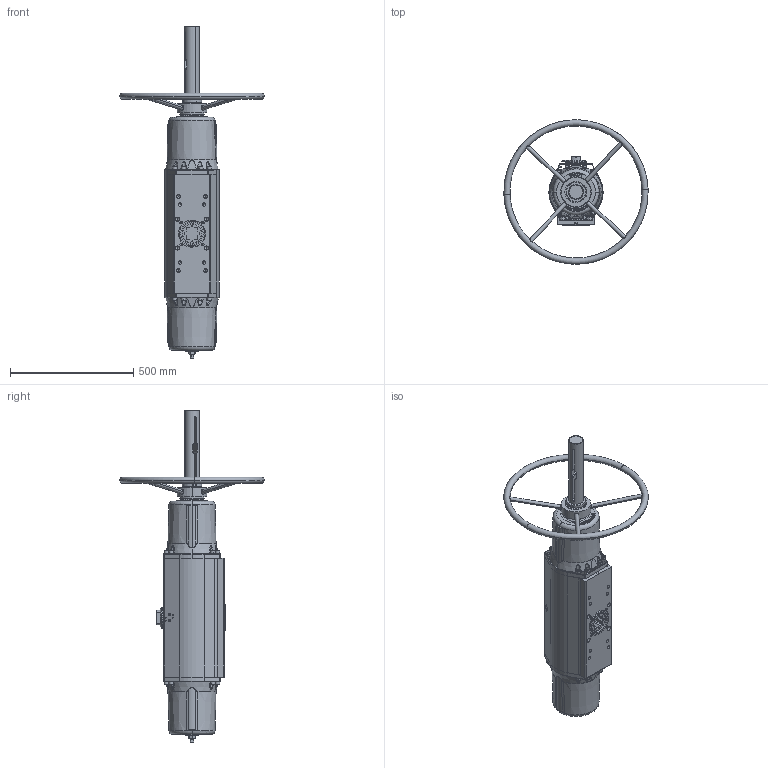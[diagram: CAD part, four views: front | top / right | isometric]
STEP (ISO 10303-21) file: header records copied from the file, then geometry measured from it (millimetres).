
FILE_DESCRIPTION (( 'STEP AP203' ), '1' );
FILE_NAME ('018603.STEP', '2018-08-15T13:12:49', ( '' ), ( '' ), 'SwSTEP 2.0', 'SolidWorks 2018', '' );
FILE_SCHEMA (( 'CONFIG_CONTROL_DESIGN' ));
Length unit declared in the file: millimetre
Products named in the file (1): 018603
Bounding box: 584.57 x 584.57 x 1344.8 mm (x, y, z)
Volume: 37998586 mm3; surface area: 1120193.1 mm2
Topology: 1 solids, 1 shells, 1790 faces, 4631 edges, 2927 vertices
Faces by surface type: plane 784, bspline 522, cylinder 314, cone 100, torus 70
Entity records: 87194 total; most frequent: CARTESIAN_POINT 47518, ORIENTED_EDGE 9130, DIRECTION 6704, EDGE_CURVE 4565, VERTEX_POINT 2927, LINE 2448, VECTOR 2448, AXIS2_PLACEMENT_3D 2128
